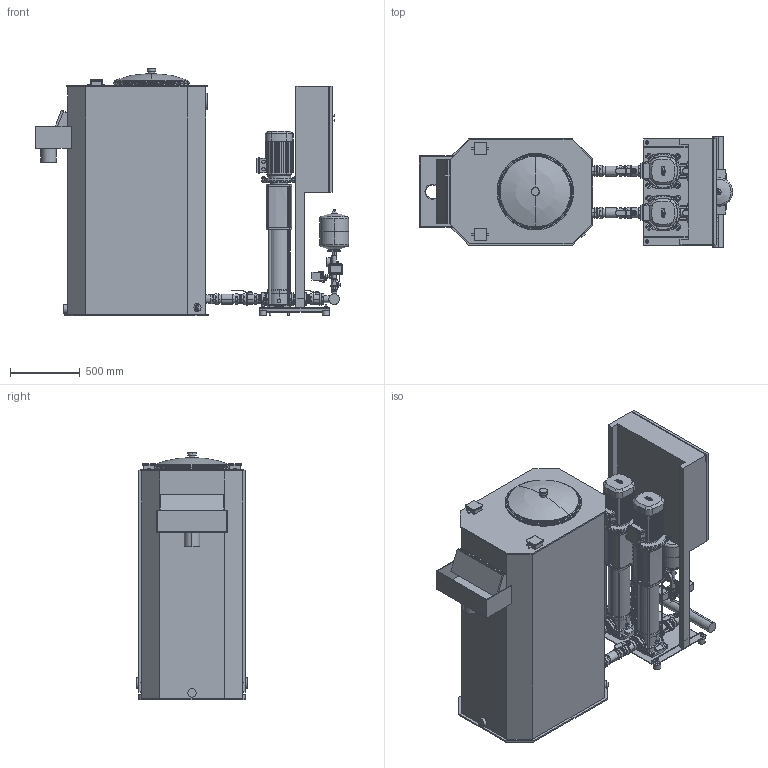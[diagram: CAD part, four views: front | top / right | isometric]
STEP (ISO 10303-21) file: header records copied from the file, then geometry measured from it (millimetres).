
FILE_DESCRIPTION((''),'2;1');
FILE_NAME('3d_FLACompact-2HELIXV1609DS16-2540135.stp','2016-01-25T12:57:46',(''),(''),'Mechanical Desktop 2009','Mechanical Desktop 2009',', , ');
FILE_SCHEMA(('CONFIG_CONTROL_DESIGN'));
Length unit declared in the file: millimetre
Products named in the file (1): Product
Bounding box: 2243 x 800 x 1775 mm (x, y, z)
Volume: 1342082433.4 mm3; surface area: 16961851.6 mm2
Topology: 129 solids, 129 shells, 4811 faces, 12398 edges, 8027 vertices
Faces by surface type: plane 2220, bspline 1417, cylinder 859, cone 193, torus 112, sphere 10
Entity records: 157424 total; most frequent: CARTESIAN_POINT 41245, ORIENTED_EDGE 24796, DIRECTION 22459, EDGE_CURVE 12398, VECTOR 8245, LINE 8245, VERTEX_POINT 8027, AXIS2_PLACEMENT_3D 7107
